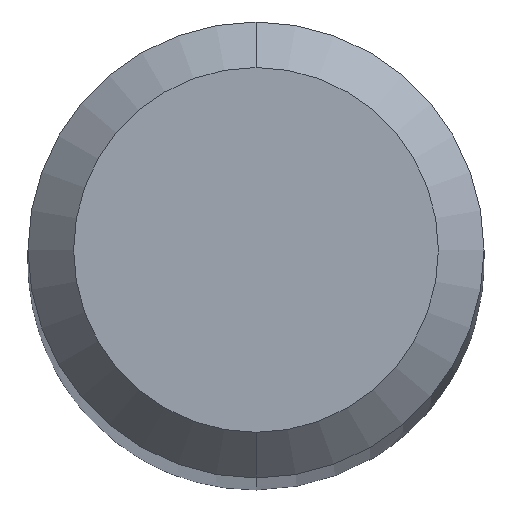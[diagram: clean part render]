
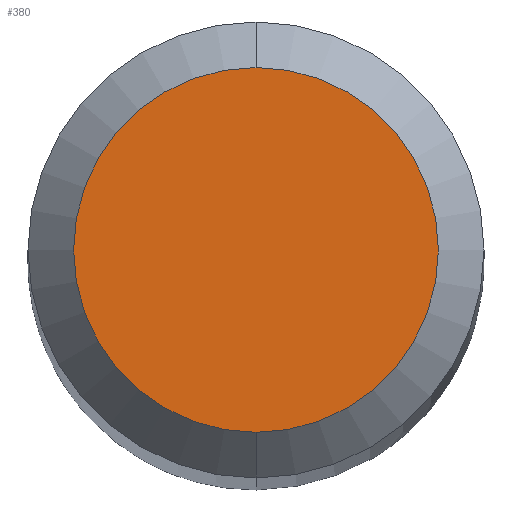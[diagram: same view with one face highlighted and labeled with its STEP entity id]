
A CAD part, top view. The second image highlights one B-rep face of the part: STEP entity #380.
In plain terms, the highlighted planar face has unit normal (0, 0, 1).
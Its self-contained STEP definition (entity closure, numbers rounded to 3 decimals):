
#380=ADVANCED_FACE('',(#854),#855,.T.);
#410=EDGE_CURVE('',#488,#644,#889,.T.);
#488=VERTEX_POINT('',#972);
#644=VERTEX_POINT('',#1145);
#684=EDGE_CURVE('',#644,#488,#1191,.T.);
#854=FACE_OUTER_BOUND('',#1440,.T.);
#855=PLANE('',#1441);
#889=CIRCLE('',#1485,1.2);
#972=CARTESIAN_POINT('',(0.0,1.2,0.0));
#1145=CARTESIAN_POINT('',(0.,-1.2,0.0));
#1191=CIRCLE('',#2001,1.2);
#1440=EDGE_LOOP('',(#2155,#2156));
#1441=AXIS2_PLACEMENT_3D('',#2157,#2158,#2159);
#1485=AXIS2_PLACEMENT_3D('',#2196,#2197,#2198);
#2001=AXIS2_PLACEMENT_3D('',#2549,#2550,#2551);
#2155=ORIENTED_EDGE('',*,*,#410,.F.);
#2156=ORIENTED_EDGE('',*,*,#684,.F.);
#2157=CARTESIAN_POINT('',(0.0,0.6,0.0));
#2158=DIRECTION('',(-0.0,0.0,1.0));
#2159=DIRECTION('',(0.0,-1.0,0.0));
#2196=CARTESIAN_POINT('',(0.0,0.0,0.0));
#2197=DIRECTION('',(0.0,0.0,-1.0));
#2198=DIRECTION('',(0.0,1.0,0.0));
#2549=CARTESIAN_POINT('',(0.0,0.0,0.0));
#2550=DIRECTION('',(0.0,0.0,-1.0));
#2551=DIRECTION('',(0.0,1.0,0.0));
